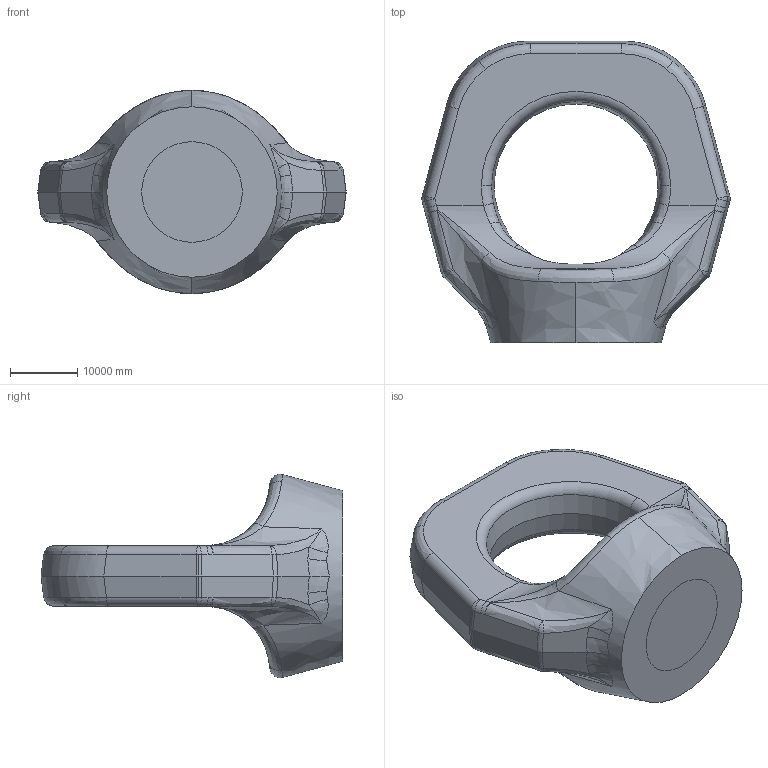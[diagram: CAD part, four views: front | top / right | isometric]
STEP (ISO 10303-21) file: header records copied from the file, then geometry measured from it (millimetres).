
FILE_DESCRIPTION(('Open CASCADE Model'),'2;1');
FILE_NAME('Open CASCADE Shape Model','2021-01-14T14:12:45',('Author'),( 'Open CASCADE'),'Open CASCADE STEP processor 7.2','Open CASCADE 7.2' ,'Unknown');
FILE_SCHEMA(('AUTOMOTIVE_DESIGN { 1 0 10303 214 1 1 1 1 }'));
Length unit declared in the file: metre
Products named in the file (1): Open CASCADE STEP translator 7.2 1
Bounding box: 45925.27 x 44958 x 30291.58 mm (x, y, z)
Volume: 14448917900285.1 mm3; surface area: 5273703629.9 mm2
Topology: 1 solids, 1 shells, 144 faces, 336 edges, 190 vertices
Faces by surface type: bspline 61, cylinder 30, plane 22, cone 13, sphere 12, torus 6
Entity records: 19712 total; most frequent: CARTESIAN_POINT 14173, DIRECTION 714, ORIENTED_EDGE 664, PCURVE 664, DEFINITIONAL_REPRESENTATION 664, B_SPLINE_CURVE_WITH_KNOTS 493, EDGE_CURVE 332, SURFACE_CURVE 332
